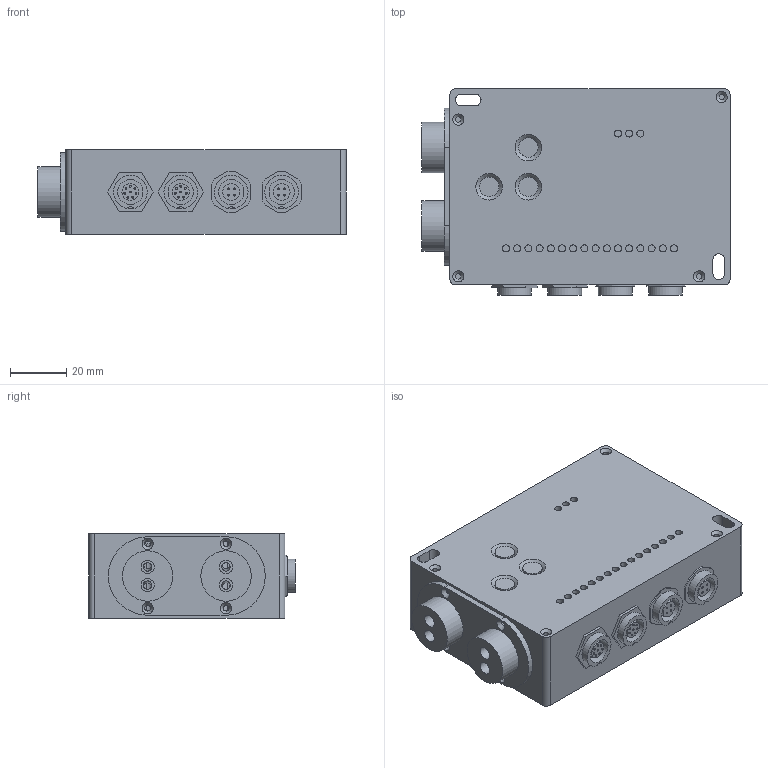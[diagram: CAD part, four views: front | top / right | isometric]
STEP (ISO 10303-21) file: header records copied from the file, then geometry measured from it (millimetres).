
FILE_DESCRIPTION(('STEP Model'),'2;1');
FILE_NAME('FS 12-100-2 M G8-B8.stp','2011-05-16T13:31:00',(''),(''), 'CAD Exchanger 2.2.1 (www.cadexchanger.com)','CAD Exchanger 2.2.1', 'Unknown');
FILE_SCHEMA(('AUTOMOTIVE_DESIGN { 1 0 10303 214 1 1 1 1 }'));
Length unit declared in the file: millimetre
Products named in the file (1): Unspecified 1
Bounding box: 110 x 73.7 x 30 mm (x, y, z)
Volume: 66395.3 mm3; surface area: 50446.5 mm2
Topology: 4 solids, 4 shells, 357 faces, 823 edges, 572 vertices
Faces by surface type: cylinder 179, plane 164, cone 14
Full cylindrical faces by diameter (mm): 0.66 x48, 2 x16, 2.5 x19, 3 x4, 4 x4, 4.7 x4, 6 x6, 6.936 x3, 7 x5, 7.2 x2, 9 x4, 15 x4, 18 x2
Entity records: 27167 total; most frequent: CARTESIAN_POINT 11506, DIRECTION 2660, ORIENTED_EDGE 1646, PCURVE 1646, DEFINITIONAL_REPRESENTATION 1646, EDGE_CURVE 823, AXIS2_PLACEMENT_3D 819, LINE 808
